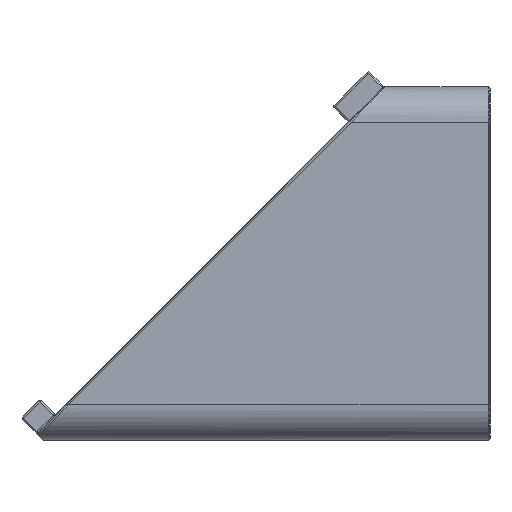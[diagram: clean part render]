
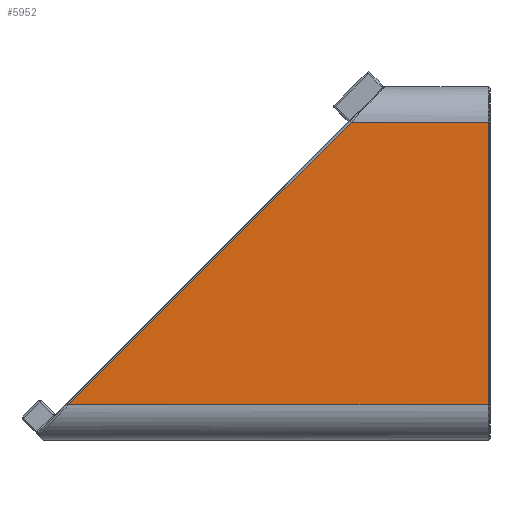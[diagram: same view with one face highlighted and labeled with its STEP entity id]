
A CAD part, left-side view. The second image highlights one B-rep face of the part: STEP entity #5952.
In plain terms, the highlighted planar face has unit normal (-1, 0, 0).
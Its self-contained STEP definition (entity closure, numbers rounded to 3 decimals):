
#179=PLANE('',#6672);
#672=FACE_OUTER_BOUND('',#1081,.T.);
#1081=EDGE_LOOP('',(#4992,#4993,#4994,#4995));
#1501=LINE('',#11835,#1883);
#1503=LINE('',#11844,#1885);
#1504=LINE('',#11846,#1886);
#1505=LINE('',#11847,#1887);
#1883=VECTOR('',#8352,32.);
#1885=VECTOR('',#8364,15.517);
#1886=VECTOR('',#8365,45.255);
#1887=VECTOR('',#8366,47.517);
#2749=VERTEX_POINT('',#11829);
#2750=VERTEX_POINT('',#11833);
#2752=VERTEX_POINT('',#11843);
#2753=VERTEX_POINT('',#11845);
#3538=EDGE_CURVE('',#2750,#2749,#1501,.T.);
#3542=EDGE_CURVE('',#2752,#2750,#1503,.T.);
#3543=EDGE_CURVE('',#2753,#2752,#1504,.T.);
#3544=EDGE_CURVE('',#2749,#2753,#1505,.T.);
#4992=ORIENTED_EDGE('',*,*,#3538,.F.);
#4993=ORIENTED_EDGE('',*,*,#3542,.F.);
#4994=ORIENTED_EDGE('',*,*,#3543,.F.);
#4995=ORIENTED_EDGE('',*,*,#3544,.F.);
#5952=ADVANCED_FACE('',(#672),#179,.T.);
#6672=AXIS2_PLACEMENT_3D('',#11842,#8362,#8363);
#8352=DIRECTION('',(0.,0.,-1.));
#8362=DIRECTION('center_axis',(-1.,0.,0.));
#8363=DIRECTION('ref_axis',(0.,0.,1.));
#8364=DIRECTION('',(0.,-1.,0.));
#8365=DIRECTION('',(0.,-0.707,0.707));
#8366=DIRECTION('',(0.,1.,0.));
#11829=CARTESIAN_POINT('',(-40.,0.2,-16.));
#11833=CARTESIAN_POINT('',(-40.,0.2,16.));
#11835=CARTESIAN_POINT('',(-40.,0.2,-10.));
#11842=CARTESIAN_POINT('Origin',(-40.,0.,-20.));
#11843=CARTESIAN_POINT('',(-40.,15.717,16.));
#11844=CARTESIAN_POINT('',(-40.,0.,16.));
#11845=CARTESIAN_POINT('',(-40.,47.717,-16.));
#11846=CARTESIAN_POINT('',(-40.,18.859,12.859));
#11847=CARTESIAN_POINT('',(-40.,0.,-16.));
